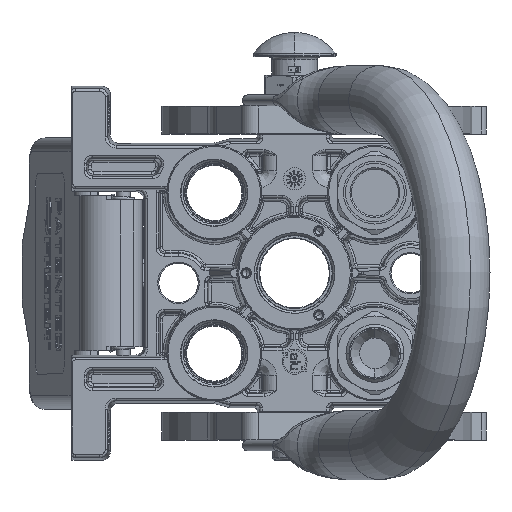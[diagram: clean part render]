
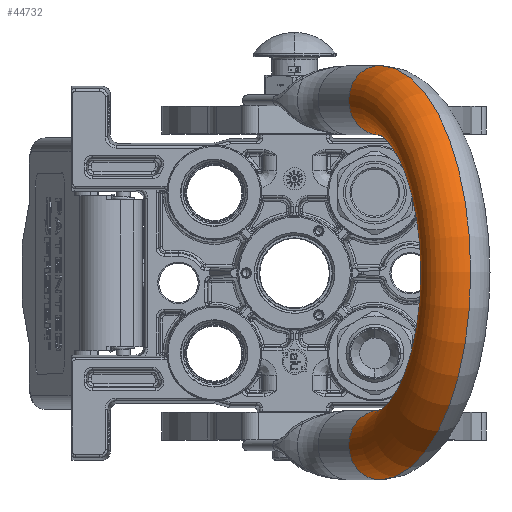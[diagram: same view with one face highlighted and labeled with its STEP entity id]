
A CAD part, top view. The second image highlights one B-rep face of the part: STEP entity #44732.
In plain terms, the highlighted toroidal (fillet/blend) face has major radius 62.25 mm and minor radius 12.5 mm.
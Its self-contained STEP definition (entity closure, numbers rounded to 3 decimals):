
#16619 = CIRCLE ( 'NONE', #26660, 12.5 ) ;
#22037 = CARTESIAN_POINT ( 'NONE',  ( 74.75, 0., 25.25 ) ) ;
#23659 = CARTESIAN_POINT ( 'NONE',  ( -62.25, 0., 25.25 ) ) ;
#24529 = CARTESIAN_POINT ( 'NONE',  ( -74.75, 0., 25.25 ) ) ;
#26660 = AXIS2_PLACEMENT_3D ( 'NONE', #23659, #175530, #54793 ) ;
#26729 = VERTEX_POINT ( 'NONE', #24529 ) ;
#26967 = ORIENTED_EDGE ( 'NONE', *, *, #31732, .F. ) ;
#28728 = ORIENTED_EDGE ( 'NONE', *, *, #101737, .T. ) ;
#31732 = EDGE_CURVE ( 'NONE', #194724, #79166, #59840, .T. ) ;
#34698 = DIRECTION ( 'NONE',  ( 0., 0., -1. ) ) ;
#44732 = ADVANCED_FACE ( 'NONE', ( #191234 ), #99190, .T. ) ;
#46568 = DIRECTION ( 'NONE',  ( 0., 1., 0. ) ) ;
#54793 = DIRECTION ( 'NONE',  ( -1., 0., 0. ) ) ;
#59840 = CIRCLE ( 'NONE', #114073, 12.5 ) ;
#66741 = VERTEX_POINT ( 'NONE', #97412 ) ;
#79166 = VERTEX_POINT ( 'NONE', #139636 ) ;
#86699 = CARTESIAN_POINT ( 'NONE',  ( 0., 0., 25.25 ) ) ;
#87625 = ORIENTED_EDGE ( 'NONE', *, *, #135813, .F. ) ;
#94083 = DIRECTION ( 'NONE',  ( -1., 0., 0. ) ) ;
#94859 = DIRECTION ( 'NONE',  ( 1., 0., 0. ) ) ;
#97412 = CARTESIAN_POINT ( 'NONE',  ( -49.75, 0., 25.25 ) ) ;
#99190 = TOROIDAL_SURFACE ( 'NONE', #178785, 62.25, 12.5 ) ;
#101021 = EDGE_LOOP ( 'NONE', ( #28728, #26967, #87625, #166160 ) ) ;
#101737 = EDGE_CURVE ( 'NONE', #66741, #79166, #157147, .T. ) ;
#106028 = DIRECTION ( 'NONE',  ( -1., 0., 0. ) ) ;
#108099 = CARTESIAN_POINT ( 'NONE',  ( 62.25, 0., 25.25 ) ) ;
#108620 = CARTESIAN_POINT ( 'NONE',  ( 0., 0., 25.25 ) ) ;
#114073 = AXIS2_PLACEMENT_3D ( 'NONE', #108099, #34698, #94859 ) ;
#121184 = CARTESIAN_POINT ( 'NONE',  ( 0., 0., 25.25 ) ) ;
#126788 = EDGE_CURVE ( 'NONE', #26729, #66741, #16619, .T. ) ;
#128741 = AXIS2_PLACEMENT_3D ( 'NONE', #121184, #165979, #106028 ) ;
#130265 = DIRECTION ( 'NONE',  ( 0., 1., 0. ) ) ;
#135813 = EDGE_CURVE ( 'NONE', #26729, #194724, #180249, .T. ) ;
#139636 = CARTESIAN_POINT ( 'NONE',  ( 49.75, 0., 25.25 ) ) ;
#157147 = CIRCLE ( 'NONE', #128741, 49.75 ) ;
#165979 = DIRECTION ( 'NONE',  ( 0., 1., 0. ) ) ;
#166160 = ORIENTED_EDGE ( 'NONE', *, *, #126788, .T. ) ;
#175100 = DIRECTION ( 'NONE',  ( 1., 0., 0. ) ) ;
#175530 = DIRECTION ( 'NONE',  ( 0., 0., 1. ) ) ;
#177510 = AXIS2_PLACEMENT_3D ( 'NONE', #108620, #46568, #94083 ) ;
#178785 = AXIS2_PLACEMENT_3D ( 'NONE', #86699, #130265, #175100 ) ;
#180249 = CIRCLE ( 'NONE', #177510, 74.75 ) ;
#191234 = FACE_OUTER_BOUND ( 'NONE', #101021, .T. ) ;
#194724 = VERTEX_POINT ( 'NONE', #22037 ) ;
